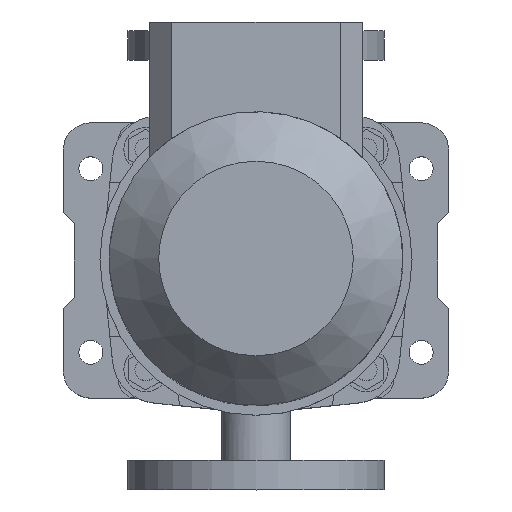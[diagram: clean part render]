
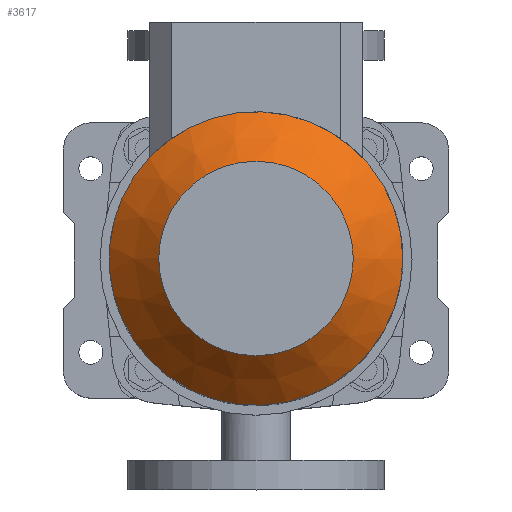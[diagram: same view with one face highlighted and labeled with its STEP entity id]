
A CAD part, top view. The second image highlights one B-rep face of the part: STEP entity #3617.
In plain terms, the highlighted conical face has half-angle 45 degrees and reference radius 53 mm.
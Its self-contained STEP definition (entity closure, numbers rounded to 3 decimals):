
#19=CONICAL_SURFACE('',#4098,53.,0.785);
#330=CIRCLE('',#4074,80.);
#338=CIRCLE('',#4092,53.);
#1094=ORIENTED_EDGE('',*,*,#1610,.F.);
#1095=ORIENTED_EDGE('',*,*,#1624,.F.);
#1610=EDGE_CURVE('',#1974,#1974,#330,.T.);
#1624=EDGE_CURVE('',#1987,#1987,#338,.F.);
#1974=VERTEX_POINT('',#6741);
#1987=VERTEX_POINT('',#6774);
#2920=EDGE_LOOP('',(#1094));
#2921=EDGE_LOOP('',(#1095));
#3251=FACE_BOUND('',#2920,.T.);
#3252=FACE_BOUND('',#2921,.T.);
#3617=ADVANCED_FACE('',(#3251,#3252),#19,.T.);
#4074=AXIS2_PLACEMENT_3D('',#6740,#4967,#4968);
#4092=AXIS2_PLACEMENT_3D('',#6773,#5005,#5006);
#4098=AXIS2_PLACEMENT_3D('',#6804,#5033,#5034);
#4967=DIRECTION('',(0.,0.,-1.));
#4968=DIRECTION('',(-1.,0.,0.));
#5005=DIRECTION('',(0.,0.,-1.));
#5006=DIRECTION('',(-1.,0.,0.));
#5033=DIRECTION('',(0.,0.,-1.));
#5034=DIRECTION('',(-1.,0.,0.));
#6740=CARTESIAN_POINT('',(0.,0.,205.));
#6741=CARTESIAN_POINT('',(-80.,0.,205.));
#6773=CARTESIAN_POINT('',(0.,0.,232.));
#6774=CARTESIAN_POINT('',(-53.,0.,232.));
#6804=CARTESIAN_POINT('',(0.,0.,232.));
